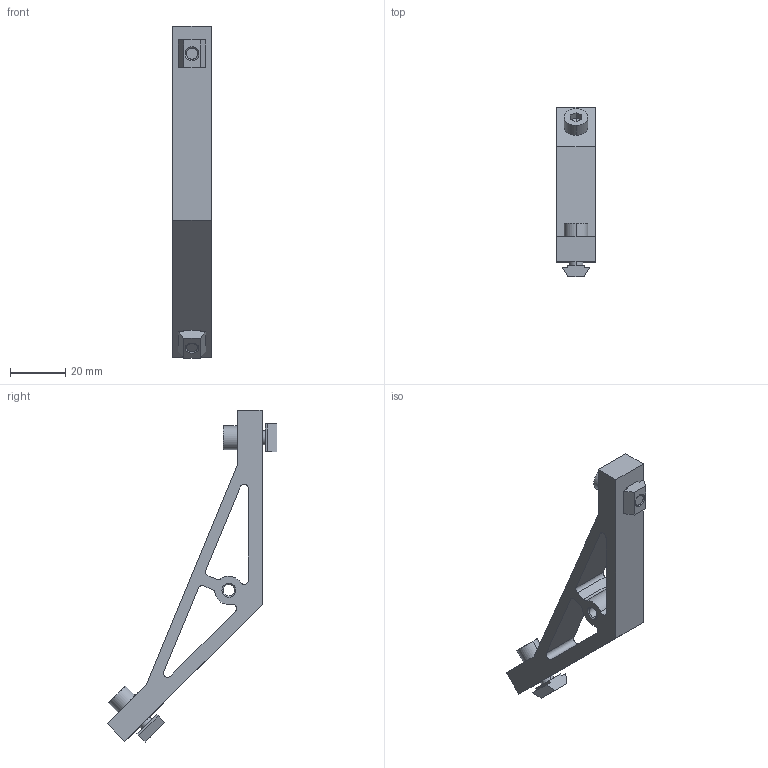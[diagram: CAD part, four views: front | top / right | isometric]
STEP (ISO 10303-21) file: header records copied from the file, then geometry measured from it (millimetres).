
FILE_DESCRIPTION( ( '' ), '1' );
FILE_NAME( 'hbl135ts5_c_set_2_03.stp', '2014-09-22T07:11:37', ( '' ), ( '' ), ' ', ' ', ' ' );
FILE_SCHEMA( ( 'CONFIG_CONTROL_DESIGN' ) );
Length unit declared in the file: millimetre
Products named in the file (5): 1; 2; 3; 4; 5
Bounding box: 14 x 61.16 x 119.71 mm (x, y, z)
Volume: 19672.6 mm3; surface area: 11164.9 mm2
Topology: 5 solids, 5 shells, 113 faces, 275 edges, 172 vertices
Faces by surface type: plane 65, cylinder 28, cone 20
Entity records: 3513 total; most frequent: DIRECTION 595, CARTESIAN_POINT 561, ORIENTED_EDGE 542, EDGE_CURVE 271, AXIS2_PLACEMENT_3D 206, LINE 183, VECTOR 183, VERTEX_POINT 172
